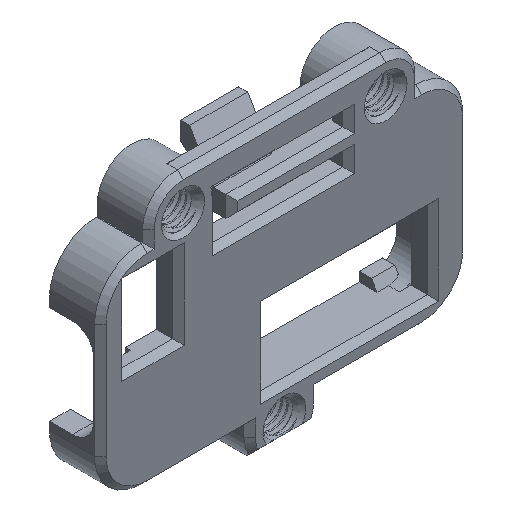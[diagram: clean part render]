
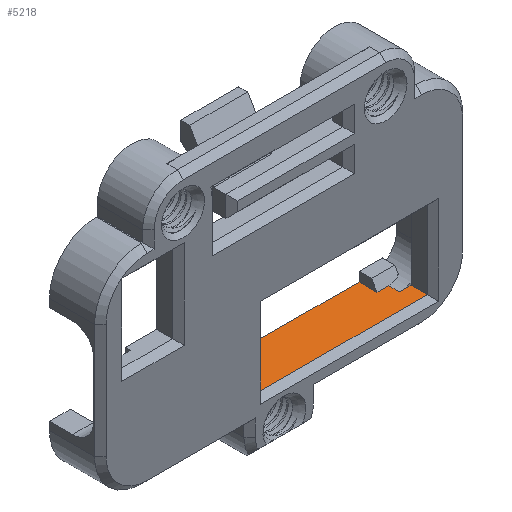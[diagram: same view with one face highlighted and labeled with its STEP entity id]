
A CAD part, isometric view. The second image highlights one B-rep face of the part: STEP entity #5218.
In plain terms, the highlighted planar face has unit normal (0, 0, 1).
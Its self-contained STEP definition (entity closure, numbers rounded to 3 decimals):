
#177=PLANE('',#5505);
#433=FACE_OUTER_BOUND('',#720,.T.);
#720=EDGE_LOOP('',(#4242,#4243,#4244,#4245,#4246,#4247,#4248,#4249,#4250,
#4251,#4252,#4253));
#1428=LINE('',#10498,#1931);
#1434=LINE('',#10509,#1937);
#1435=LINE('',#10512,#1938);
#1436=LINE('',#10514,#1939);
#1437=LINE('',#10516,#1940);
#1438=LINE('',#10518,#1941);
#1439=LINE('',#10520,#1942);
#1440=LINE('',#10522,#1943);
#1441=LINE('',#10524,#1944);
#1442=LINE('',#10526,#1945);
#1443=LINE('',#10528,#1946);
#1444=LINE('',#10529,#1947);
#1931=VECTOR('',#6292,10.);
#1937=VECTOR('',#6302,10.);
#1938=VECTOR('',#6305,10.);
#1939=VECTOR('',#6306,10.);
#1940=VECTOR('',#6307,10.);
#1941=VECTOR('',#6308,10.);
#1942=VECTOR('',#6309,10.);
#1943=VECTOR('',#6310,10.);
#1944=VECTOR('',#6311,10.);
#1945=VECTOR('',#6312,10.);
#1946=VECTOR('',#6313,10.);
#1947=VECTOR('',#6314,10.);
#2505=VERTEX_POINT('',#10495);
#2506=VERTEX_POINT('',#10497);
#2509=VERTEX_POINT('',#10507);
#2510=VERTEX_POINT('',#10511);
#2511=VERTEX_POINT('',#10513);
#2512=VERTEX_POINT('',#10515);
#2513=VERTEX_POINT('',#10517);
#2514=VERTEX_POINT('',#10519);
#2515=VERTEX_POINT('',#10521);
#2516=VERTEX_POINT('',#10523);
#2517=VERTEX_POINT('',#10525);
#2518=VERTEX_POINT('',#10527);
#3168=EDGE_CURVE('',#2506,#2505,#1428,.T.);
#3174=EDGE_CURVE('',#2509,#2506,#1434,.T.);
#3175=EDGE_CURVE('',#2505,#2510,#1435,.T.);
#3176=EDGE_CURVE('',#2510,#2511,#1436,.F.);
#3177=EDGE_CURVE('',#2512,#2511,#1437,.T.);
#3178=EDGE_CURVE('',#2513,#2512,#1438,.T.);
#3179=EDGE_CURVE('',#2513,#2514,#1439,.T.);
#3180=EDGE_CURVE('',#2515,#2514,#1440,.T.);
#3181=EDGE_CURVE('',#2516,#2515,#1441,.T.);
#3182=EDGE_CURVE('',#2516,#2517,#1442,.T.);
#3183=EDGE_CURVE('',#2517,#2518,#1443,.T.);
#3184=EDGE_CURVE('',#2509,#2518,#1444,.T.);
#4242=ORIENTED_EDGE('',*,*,#3174,.T.);
#4243=ORIENTED_EDGE('',*,*,#3168,.T.);
#4244=ORIENTED_EDGE('',*,*,#3175,.T.);
#4245=ORIENTED_EDGE('',*,*,#3176,.T.);
#4246=ORIENTED_EDGE('',*,*,#3177,.F.);
#4247=ORIENTED_EDGE('',*,*,#3178,.F.);
#4248=ORIENTED_EDGE('',*,*,#3179,.T.);
#4249=ORIENTED_EDGE('',*,*,#3180,.F.);
#4250=ORIENTED_EDGE('',*,*,#3181,.F.);
#4251=ORIENTED_EDGE('',*,*,#3182,.T.);
#4252=ORIENTED_EDGE('',*,*,#3183,.T.);
#4253=ORIENTED_EDGE('',*,*,#3184,.F.);
#5218=ADVANCED_FACE('',(#433),#177,.F.);
#5505=AXIS2_PLACEMENT_3D('',#10510,#6303,#6304);
#6292=DIRECTION('',(-1.,0.,0.));
#6302=DIRECTION('',(0.,-1.,0.));
#6303=DIRECTION('center_axis',(0.,0.,-1.));
#6304=DIRECTION('ref_axis',(1.,0.,0.));
#6305=DIRECTION('',(0.,-1.,0.));
#6306=DIRECTION('',(-1.,0.,0.));
#6307=DIRECTION('',(0.,1.,0.));
#6308=DIRECTION('',(-1.,0.,0.));
#6309=DIRECTION('',(0.,1.,0.));
#6310=DIRECTION('',(1.,0.,0.));
#6311=DIRECTION('',(0.,-1.,0.));
#6312=DIRECTION('',(-1.,0.,0.));
#6313=DIRECTION('',(0.,1.,0.));
#6314=DIRECTION('',(1.,0.,0.));
#10495=CARTESIAN_POINT('',(-11.85,0.85,-7.2));
#10497=CARTESIAN_POINT('',(-10.15,0.85,-7.2));
#10498=CARTESIAN_POINT('',(-11.5,0.85,-7.2));
#10507=CARTESIAN_POINT('',(-10.15,2.4,-7.2));
#10509=CARTESIAN_POINT('',(-10.15,2.013,-7.2));
#10510=CARTESIAN_POINT('Origin',(-11.85,2.4,-7.2));
#10511=CARTESIAN_POINT('',(-11.85,-0.1,-7.2));
#10512=CARTESIAN_POINT('',(-11.85,2.4,-7.2));
#10513=CARTESIAN_POINT('',(-1.55,-0.1,-7.2));
#10514=CARTESIAN_POINT('',(-5.925,-0.1,-7.2));
#10515=CARTESIAN_POINT('',(-1.55,-1.5,-7.2));
#10516=CARTESIAN_POINT('',(-1.55,-2.,-7.2));
#10517=CARTESIAN_POINT('',(12.85,-1.5,-7.2));
#10518=CARTESIAN_POINT('',(-5.925,-1.5,-7.2));
#10519=CARTESIAN_POINT('',(12.85,-0.1,-7.2));
#10520=CARTESIAN_POINT('',(12.85,-2.,-7.2));
#10521=CARTESIAN_POINT('',(11.85,-0.1,-7.2));
#10522=CARTESIAN_POINT('',(6.25,-0.1,-7.2));
#10523=CARTESIAN_POINT('',(11.85,0.85,-7.2));
#10524=CARTESIAN_POINT('',(11.85,2.4,-7.2));
#10525=CARTESIAN_POINT('',(10.85,0.85,-7.2));
#10526=CARTESIAN_POINT('',(0.,0.85,-7.2));
#10527=CARTESIAN_POINT('',(10.85,2.4,-7.2));
#10528=CARTESIAN_POINT('',(10.85,2.013,-7.2));
#10529=CARTESIAN_POINT('',(-5.925,2.4,-7.2));
